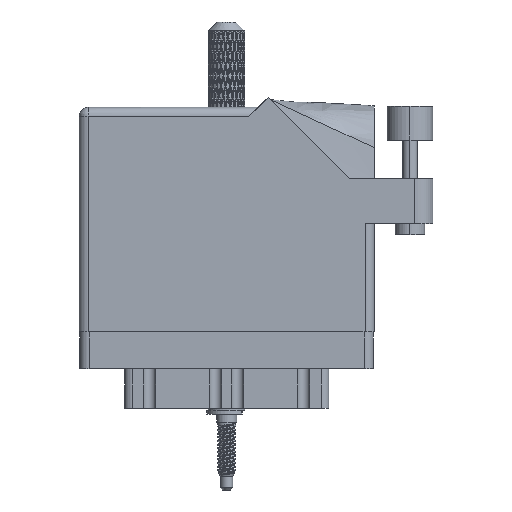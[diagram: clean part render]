
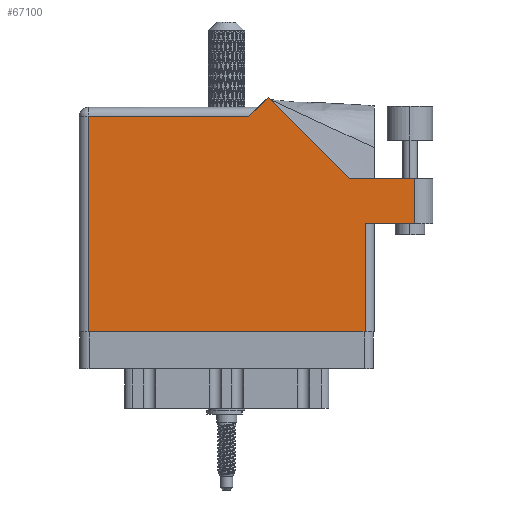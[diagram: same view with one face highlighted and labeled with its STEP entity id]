
A CAD part, front view. The second image highlights one B-rep face of the part: STEP entity #67100.
In plain terms, the highlighted face is planar.
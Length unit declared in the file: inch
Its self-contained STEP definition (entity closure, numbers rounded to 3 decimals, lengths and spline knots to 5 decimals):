
#844 = EDGE_CURVE ( 'NONE', #26227, #7313, #66778, .T. ) ;
#1229 = DIRECTION ( 'NONE',  ( 0., 1., 0. ) ) ;
#5591 = DIRECTION ( 'NONE',  ( 1., 0., 0. ) ) ;
#6863 = VECTOR ( 'NONE', #65200, 39.37008 ) ;
#7313 = VERTEX_POINT ( 'NONE', #47137 ) ;
#7666 = CARTESIAN_POINT ( 'NONE',  ( 0., 1.53, 0. ) ) ;
#9705 = AXIS2_PLACEMENT_3D ( 'NONE', #7666, #52792, #104382 ) ;
#14799 = VECTOR ( 'NONE', #5591, 39.37008 ) ;
#15922 = ORIENTED_EDGE ( 'NONE', *, *, #54376, .T. ) ;
#17607 = ORIENTED_EDGE ( 'NONE', *, *, #844, .T. ) ;
#18232 = CARTESIAN_POINT ( 'NONE',  ( 1.84442, 1.044, 0. ) ) ;
#18701 = CARTESIAN_POINT ( 'NONE',  ( 1.155, 1.468, 0. ) ) ;
#23905 = LINE ( 'NONE', #79433, #35822 ) ;
#26227 = VERTEX_POINT ( 'NONE', #83449 ) ;
#29313 = DIRECTION ( 'NONE',  ( -0.707, -0.707, 0. ) ) ;
#30252 = ORIENTED_EDGE ( 'NONE', *, *, #44967, .T. ) ;
#31109 = VERTEX_POINT ( 'NONE', #63669 ) ;
#31419 = VECTOR ( 'NONE', #1229, 39.37008 ) ;
#33097 = EDGE_CURVE ( 'NONE', #102712, #26227, #42617, .T. ) ;
#34685 = CARTESIAN_POINT ( 'NONE',  ( 0., 0., 0. ) ) ;
#35822 = VECTOR ( 'NONE', #79946, 39.37008 ) ;
#36179 = CARTESIAN_POINT ( 'NONE',  ( 1.217, 1.53, 0. ) ) ;
#36422 = LINE ( 'NONE', #52250, #40543 ) ;
#38806 = VERTEX_POINT ( 'NONE', #39295 ) ;
#39260 = VECTOR ( 'NONE', #79292, 39.37008 ) ;
#39295 = CARTESIAN_POINT ( 'NONE',  ( 2.285, 1.044, 0. ) ) ;
#39441 = FACE_OUTER_BOUND ( 'NONE', #59871, .T. ) ;
#40543 = VECTOR ( 'NONE', #77072, 39.37008 ) ;
#42617 = LINE ( 'NONE', #34685, #42660 ) ;
#42660 = VECTOR ( 'NONE', #74291, 39.37008 ) ;
#44967 = EDGE_CURVE ( 'NONE', #82203, #72168, #76309, .T. ) ;
#47137 = CARTESIAN_POINT ( 'NONE',  ( 1.948, 0.737, 0. ) ) ;
#52250 = CARTESIAN_POINT ( 'NONE',  ( 0., 1.468, 0. ) ) ;
#52394 = LINE ( 'NONE', #93036, #55310 ) ;
#52792 = DIRECTION ( 'NONE',  ( 0., 0., -1. ) ) ;
#52957 = CARTESIAN_POINT ( 'NONE',  ( 0.062, 0., 0. ) ) ;
#53984 = VECTOR ( 'NONE', #29313, 39.37008 ) ;
#54376 = EDGE_CURVE ( 'NONE', #31109, #38806, #23905, .T. ) ;
#55310 = VECTOR ( 'NONE', #101000, 39.37008 ) ;
#58832 = CARTESIAN_POINT ( 'NONE',  ( 1.948, 0.737, 0. ) ) ;
#59871 = EDGE_LOOP ( 'NONE', ( #99353, #15922, #82348, #95928, #30252, #104135, #72828, #97787, #17607 ) ) ;
#61361 = LINE ( 'NONE', #101499, #39260 ) ;
#61726 = VERTEX_POINT ( 'NONE', #18232 ) ;
#63669 = CARTESIAN_POINT ( 'NONE',  ( 2.285, 0.737, 0. ) ) ;
#64317 = CARTESIAN_POINT ( 'NONE',  ( 0.062, 1.468, 0. ) ) ;
#65200 = DIRECTION ( 'NONE',  ( -0.707, 0.707, 0. ) ) ;
#66778 = LINE ( 'NONE', #58832, #31419 ) ;
#67100 = ADVANCED_FACE ( 'NONE', ( #39441 ), #103366, .F. ) ;
#72168 = VERTEX_POINT ( 'NONE', #18701 ) ;
#72828 = ORIENTED_EDGE ( 'NONE', *, *, #103498, .T. ) ;
#73183 = EDGE_CURVE ( 'NONE', #72168, #88161, #36422, .T. ) ;
#73636 = LINE ( 'NONE', #80036, #6863 ) ;
#74291 = DIRECTION ( 'NONE',  ( 1., 0., 0. ) ) ;
#75694 = EDGE_CURVE ( 'NONE', #61726, #82203, #73636, .T. ) ;
#76309 = LINE ( 'NONE', #36179, #53984 ) ;
#77072 = DIRECTION ( 'NONE',  ( -1., 0., 0. ) ) ;
#79292 = DIRECTION ( 'NONE',  ( -1., 0., 0. ) ) ;
#79433 = CARTESIAN_POINT ( 'NONE',  ( 2.285, 1.044, 0. ) ) ;
#79946 = DIRECTION ( 'NONE',  ( 0., 1., 0. ) ) ;
#80036 = CARTESIAN_POINT ( 'NONE',  ( 1.84442, 1.044, 0. ) ) ;
#82203 = VERTEX_POINT ( 'NONE', #98330 ) ;
#82348 = ORIENTED_EDGE ( 'NONE', *, *, #83188, .T. ) ;
#83188 = EDGE_CURVE ( 'NONE', #38806, #61726, #61361, .T. ) ;
#83449 = CARTESIAN_POINT ( 'NONE',  ( 1.948, 0., 0. ) ) ;
#88161 = VERTEX_POINT ( 'NONE', #64317 ) ;
#93036 = CARTESIAN_POINT ( 'NONE',  ( 0.062, 0., 0. ) ) ;
#95928 = ORIENTED_EDGE ( 'NONE', *, *, #75694, .T. ) ;
#97787 = ORIENTED_EDGE ( 'NONE', *, *, #33097, .T. ) ;
#98330 = CARTESIAN_POINT ( 'NONE',  ( 1.28771, 1.60071, 0. ) ) ;
#99353 = ORIENTED_EDGE ( 'NONE', *, *, #102890, .T. ) ;
#100718 = CARTESIAN_POINT ( 'NONE',  ( 2.01, 0.737, 0. ) ) ;
#101000 = DIRECTION ( 'NONE',  ( 0., -1., 0. ) ) ;
#101251 = LINE ( 'NONE', #100718, #14799 ) ;
#101499 = CARTESIAN_POINT ( 'NONE',  ( 2.41, 1.044, 0. ) ) ;
#102712 = VERTEX_POINT ( 'NONE', #52957 ) ;
#102890 = EDGE_CURVE ( 'NONE', #7313, #31109, #101251, .T. ) ;
#103366 = PLANE ( 'NONE',  #9705 ) ;
#103498 = EDGE_CURVE ( 'NONE', #88161, #102712, #52394, .T. ) ;
#104135 = ORIENTED_EDGE ( 'NONE', *, *, #73183, .T. ) ;
#104382 = DIRECTION ( 'NONE',  ( -1., 0., 0. ) ) ;
